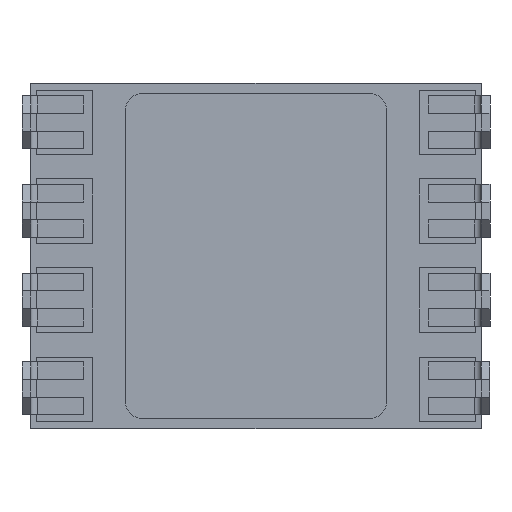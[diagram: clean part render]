
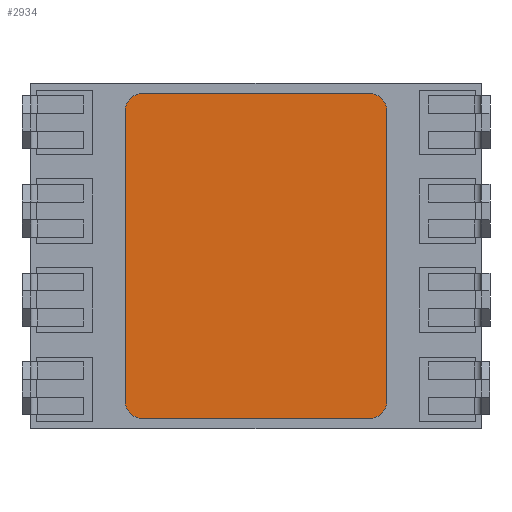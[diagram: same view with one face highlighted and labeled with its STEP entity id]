
A CAD part, front view. The second image highlights one B-rep face of the part: STEP entity #2934.
In plain terms, the highlighted planar face has unit normal (0, -1, 0).
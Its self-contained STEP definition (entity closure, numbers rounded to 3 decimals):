
#152=CIRCLE('',#3150,0.5);
#153=CIRCLE('',#3153,0.5);
#154=CIRCLE('',#3154,0.5);
#155=CIRCLE('',#3155,0.5);
#338=FACE_OUTER_BOUND('',#527,.T.);
#527=EDGE_LOOP('',(#2599,#2600,#2601,#2602,#2603,#2604,#2605,#2606));
#859=LINE('',#4768,#1195);
#862=LINE('',#4774,#1198);
#863=LINE('',#4778,#1199);
#864=LINE('',#4782,#1200);
#1195=VECTOR('',#3912,8.3);
#1198=VECTOR('',#3917,6.5);
#1199=VECTOR('',#3920,8.3);
#1200=VECTOR('',#3923,6.5);
#1458=VERTEX_POINT('',#4761);
#1459=VERTEX_POINT('',#4763);
#1460=VERTEX_POINT('',#4767);
#1462=VERTEX_POINT('',#4773);
#1463=VERTEX_POINT('',#4775);
#1464=VERTEX_POINT('',#4777);
#1465=VERTEX_POINT('',#4779);
#1466=VERTEX_POINT('',#4781);
#1842=EDGE_CURVE('',#1458,#1459,#152,.T.);
#1844=EDGE_CURVE('',#1459,#1460,#859,.T.);
#1847=EDGE_CURVE('',#1462,#1458,#862,.T.);
#1848=EDGE_CURVE('',#1463,#1462,#153,.T.);
#1849=EDGE_CURVE('',#1464,#1463,#863,.T.);
#1850=EDGE_CURVE('',#1465,#1464,#154,.T.);
#1851=EDGE_CURVE('',#1466,#1465,#864,.T.);
#1852=EDGE_CURVE('',#1460,#1466,#155,.T.);
#2599=ORIENTED_EDGE('',*,*,#1842,.F.);
#2600=ORIENTED_EDGE('',*,*,#1847,.F.);
#2601=ORIENTED_EDGE('',*,*,#1848,.F.);
#2602=ORIENTED_EDGE('',*,*,#1849,.F.);
#2603=ORIENTED_EDGE('',*,*,#1850,.F.);
#2604=ORIENTED_EDGE('',*,*,#1851,.F.);
#2605=ORIENTED_EDGE('',*,*,#1852,.F.);
#2606=ORIENTED_EDGE('',*,*,#1844,.F.);
#2776=PLANE('',#3152);
#2934=ADVANCED_FACE('',(#338),#2776,.T.);
#3150=AXIS2_PLACEMENT_3D('',#4764,#3907,#3908);
#3152=AXIS2_PLACEMENT_3D('',#4772,#3915,#3916);
#3153=AXIS2_PLACEMENT_3D('',#4776,#3918,#3919);
#3154=AXIS2_PLACEMENT_3D('',#4780,#3921,#3922);
#3155=AXIS2_PLACEMENT_3D('',#4783,#3924,#3925);
#3907=DIRECTION('center_axis',(0.,1.,0.));
#3908=DIRECTION('ref_axis',(0.707,0.,-0.707));
#3912=DIRECTION('',(-1.,0.,0.));
#3915=DIRECTION('center_axis',(0.,-1.,0.));
#3916=DIRECTION('ref_axis',(0.,0.,-1.));
#3917=DIRECTION('',(0.,0.,-1.));
#3918=DIRECTION('center_axis',(0.,1.,0.));
#3919=DIRECTION('ref_axis',(0.707,0.,0.707));
#3920=DIRECTION('',(1.,0.,0.));
#3921=DIRECTION('center_axis',(0.,1.,0.));
#3922=DIRECTION('ref_axis',(-0.707,0.,0.707));
#3923=DIRECTION('',(0.,0.,1.));
#3924=DIRECTION('center_axis',(0.,1.,0.));
#3925=DIRECTION('ref_axis',(-0.707,0.,-0.707));
#4761=CARTESIAN_POINT('',(4.65,0.,-3.25));
#4763=CARTESIAN_POINT('',(4.15,0.,-3.75));
#4764=CARTESIAN_POINT('Origin',(4.15,0.,-3.25));
#4767=CARTESIAN_POINT('',(-4.15,0.,-3.75));
#4768=CARTESIAN_POINT('',(4.65,0.,-3.75));
#4772=CARTESIAN_POINT('Origin',(0.,0.,0.));
#4773=CARTESIAN_POINT('',(4.65,0.,3.25));
#4774=CARTESIAN_POINT('',(4.65,0.,3.75));
#4775=CARTESIAN_POINT('',(4.15,0.,3.75));
#4776=CARTESIAN_POINT('Origin',(4.15,0.,3.25));
#4777=CARTESIAN_POINT('',(-4.15,0.,3.75));
#4778=CARTESIAN_POINT('',(-4.65,0.,3.75));
#4779=CARTESIAN_POINT('',(-4.65,0.,3.25));
#4780=CARTESIAN_POINT('Origin',(-4.15,0.,3.25));
#4781=CARTESIAN_POINT('',(-4.65,0.,-3.25));
#4782=CARTESIAN_POINT('',(-4.65,0.,-3.75));
#4783=CARTESIAN_POINT('Origin',(-4.15,0.,-3.25));
